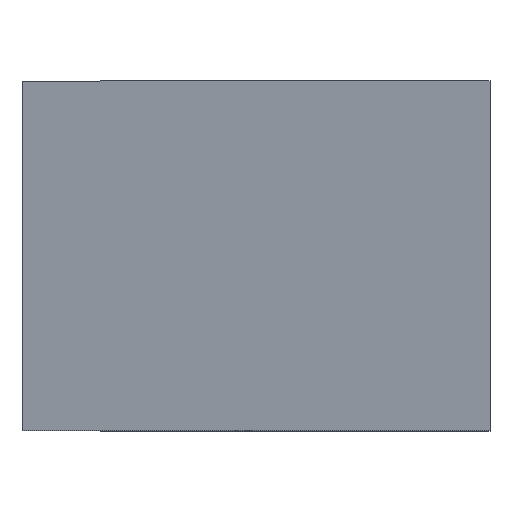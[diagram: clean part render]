
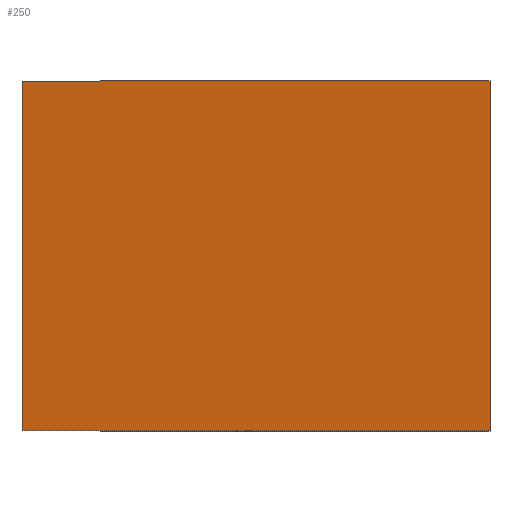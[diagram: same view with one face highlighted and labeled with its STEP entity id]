
A CAD part, top view. The second image highlights one B-rep face of the part: STEP entity #250.
In plain terms, the highlighted planar face has unit normal (-0.193, 0, 0.981).
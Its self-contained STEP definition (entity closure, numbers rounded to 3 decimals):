
#23=FACE_OUTER_BOUND('',#38,.T.);
#38=EDGE_LOOP('',(#178,#179,#180,#181));
#53=LINE('',#363,#84);
#56=LINE('',#371,#87);
#59=LINE('',#377,#90);
#60=LINE('',#378,#91);
#84=VECTOR('',#297,10.);
#87=VECTOR('',#304,10.);
#90=VECTOR('',#309,10.);
#91=VECTOR('',#310,10.);
#114=VERTEX_POINT('',#359);
#116=VERTEX_POINT('',#362);
#119=VERTEX_POINT('',#370);
#121=VERTEX_POINT('',#376);
#137=EDGE_CURVE('',#116,#114,#53,.T.);
#141=EDGE_CURVE('',#119,#116,#56,.T.);
#144=EDGE_CURVE('',#121,#114,#59,.T.);
#145=EDGE_CURVE('',#119,#121,#60,.T.);
#178=ORIENTED_EDGE('',*,*,#137,.T.);
#179=ORIENTED_EDGE('',*,*,#144,.F.);
#180=ORIENTED_EDGE('',*,*,#145,.F.);
#181=ORIENTED_EDGE('',*,*,#141,.T.);
#237=PLANE('',#279);
#250=ADVANCED_FACE('',(#23),#237,.T.);
#279=AXIS2_PLACEMENT_3D('',#375,#307,#308);
#297=DIRECTION('',(0.,-1.,0.));
#304=DIRECTION('',(-0.981,0.,-0.193));
#307=DIRECTION('center_axis',(-0.193,0.,0.981));
#308=DIRECTION('ref_axis',(-0.981,0.,-0.193));
#309=DIRECTION('',(-0.981,0.,-0.193));
#310=DIRECTION('',(0.,-1.,0.));
#359=CARTESIAN_POINT('',(99.94,-35.156,86.618));
#362=CARTESIAN_POINT('',(99.94,-28.456,86.618));
#363=CARTESIAN_POINT('',(99.94,-30.209,86.618));
#370=CARTESIAN_POINT('',(108.915,-28.456,88.383));
#371=CARTESIAN_POINT('',(104.991,-28.456,87.611));
#375=CARTESIAN_POINT('Origin',(108.915,-28.456,88.383));
#376=CARTESIAN_POINT('',(108.915,-35.156,88.383));
#377=CARTESIAN_POINT('',(104.991,-35.156,87.611));
#378=CARTESIAN_POINT('',(108.915,-28.456,88.383));
